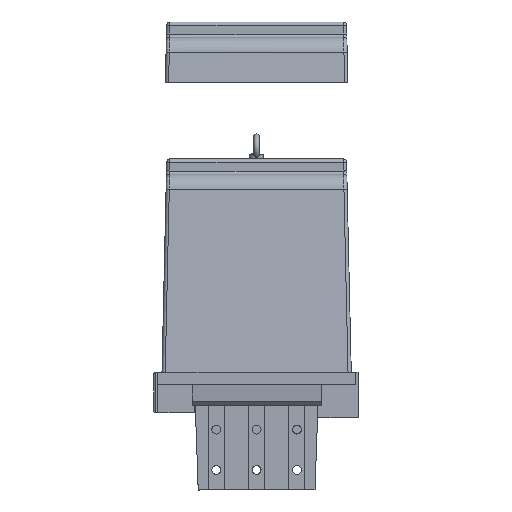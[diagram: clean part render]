
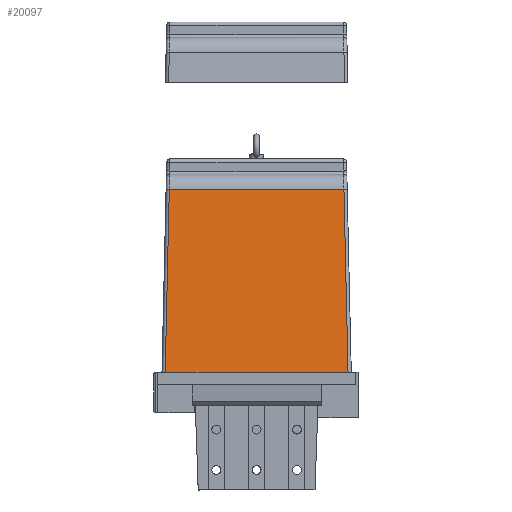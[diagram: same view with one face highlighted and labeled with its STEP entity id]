
A CAD part, left-side view. The second image highlights one B-rep face of the part: STEP entity #20097.
In plain terms, the highlighted planar face has unit normal (-0.997, 0, 0.083).
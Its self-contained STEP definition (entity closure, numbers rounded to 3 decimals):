
#7229=ORIENTED_EDGE('',*,*,#9772,.F.);
#7230=ORIENTED_EDGE('',*,*,#9832,.T.);
#7231=ORIENTED_EDGE('',*,*,#9833,.T.);
#7232=ORIENTED_EDGE('',*,*,#9831,.T.);
#8404=VECTOR('',#11245,1.);
#8437=VECTOR('',#11342,1.);
#8438=VECTOR('',#11345,1.);
#8439=VECTOR('',#11346,1.);
#8850=LINE('',#13768,#8404);
#8883=LINE('',#14518,#8437);
#8884=LINE('',#14521,#8438);
#8885=LINE('',#14522,#8439);
#9321=VERTEX_POINT('',#13765);
#9322=VERTEX_POINT('',#13767);
#9361=VERTEX_POINT('',#14467);
#9362=VERTEX_POINT('',#14520);
#9772=EDGE_CURVE('',#9321,#9322,#8850,.T.);
#9831=EDGE_CURVE('',#9361,#9322,#8883,.T.);
#9832=EDGE_CURVE('',#9321,#9362,#8884,.T.);
#9833=EDGE_CURVE('',#9362,#9361,#8885,.T.);
#10456=EDGE_LOOP('',(#7229,#7230,#7231,#7232));
#10808=FACE_BOUND('',#10456,.T.);
#11245=DIRECTION('',(0.,454.026,0.));
#11342=DIRECTION('',(-37.943,10.18,-455.322));
#11343=DIRECTION('',(-0.997,0.,0.083));
#11344=DIRECTION('',(0.,0.997,0.));
#11345=DIRECTION('',(37.943,10.18,455.322));
#11346=DIRECTION('',(0.,433.666,0.));
#13765=CARTESIAN_POINT('',(-3456.652,7.987,1009.787));
#13767=CARTESIAN_POINT('',(-3456.652,462.013,1009.787));
#13768=CARTESIAN_POINT('',(-3456.652,7.987,1009.787));
#14467=CARTESIAN_POINT('',(-3418.709,451.833,1465.108));
#14518=CARTESIAN_POINT('',(-3418.709,451.833,1465.108));
#14519=CARTESIAN_POINT('',(-3456.652,7.987,1009.787));
#14520=CARTESIAN_POINT('',(-3418.709,18.167,1465.108));
#14521=CARTESIAN_POINT('',(-3456.652,7.987,1009.787));
#14522=CARTESIAN_POINT('',(-3418.709,18.167,1465.108));
#19534=AXIS2_PLACEMENT_3D('',#14519,#11343,#11344);
#19918=PLANE('',#19534);
#20097=ADVANCED_FACE('',(#10808),#19918,.T.);
